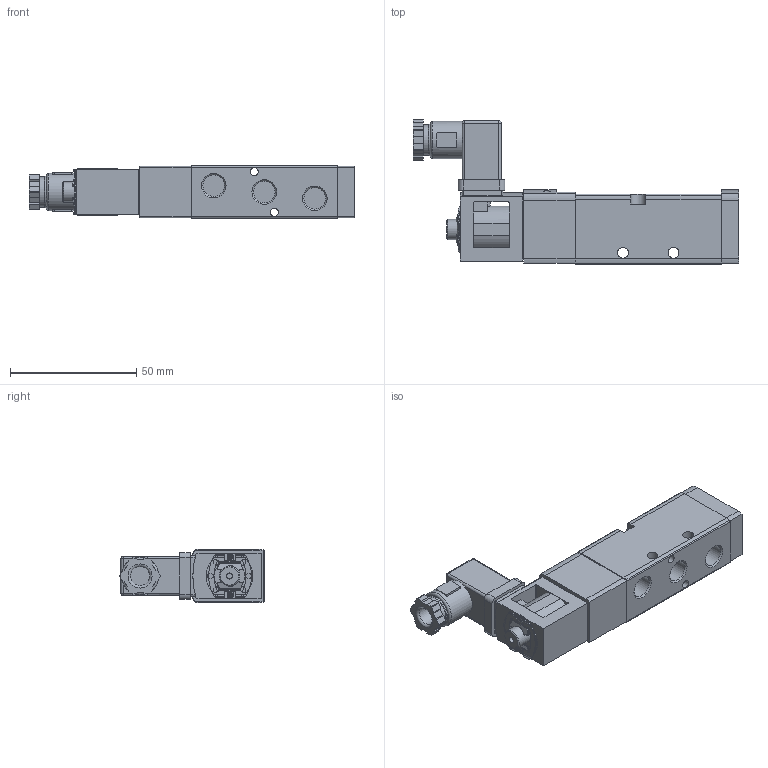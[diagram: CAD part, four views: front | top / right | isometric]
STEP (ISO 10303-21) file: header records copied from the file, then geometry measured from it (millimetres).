
FILE_DESCRIPTION(/* description */ ('STEP AP214'),/* implementation_level */ '2;1');
FILE_NAME(/* name */ '8060300_VUVS-LK20-M52-AD-G18-1C1_GL-S',/* time_stamp */ '2024-09-14T08:38:58+02:00',/* author */ ('License CC BY-ND 4.0'),/* organization */ ('CADENAS'),/* preprocessor_version */ 'ST-DEVELOPER v19.3',/* originating_system */ 'PARTsolutions',/* authorisation */ ' ');
FILE_SCHEMA (('AUTOMOTIVE_DESIGN {1 0 10303 214 3 1 1}'));
Length unit declared in the file: millimetre
Products named in the file (5): 8060300 VUVS-LK20-M52-AD-G18-1C1+GL-S; 8060300 VUVS-LK20-M52--AD-G18-1C1-GL-S_p---( _0_0); 8199151 VACS-LK20; 8089671 VACX---(clip); 8069559 NECV-C1W3L-NASS---(PL0)
Assembly tree (4 placements, depth 2):
  8060300 VUVS-LK20-M52-AD-G18-1C1+GL-S
    8060300 VUVS-LK20-M52--AD-G18-1C1-GL-S_p---( _0_0)
    8199151 VACS-LK20
    8089671 VACX---(clip)
    8069559 NECV-C1W3L-NASS---(PL0)
Bounding box: 129 x 57.11 x 21.2 mm (x, y, z)
Volume: 67282.4 mm3; surface area: 21662.6 mm2
Topology: 4 solids, 4 shells, 573 faces, 1492 edges, 979 vertices
Faces by surface type: plane 329, cylinder 222, cone 9, torus 9, sphere 4
Full cylindrical faces by diameter (mm): 2.013 x1, 2.4 x3, 2.5 x1, 2.6 x2, 2.8 x1, 3.2 x2, 3.8 x1, 4 x1, 4.3 x3, 5 x1, 5.1 x1, 5.5 x1, 6.7 x1, 7 x1, 7.4 x1, 7.5 x1, 8 x2, 8.15 x1, 8.566 x5, 10 x1, 12 x3, 12.5 x1, 14.8 x1
Entity records: 20683 total; most frequent: CARTESIAN_POINT 3194, DIRECTION 2991, ORIENTED_EDGE 2850, EDGE_CURVE 1425, AXIS2_PLACEMENT_3D 1052, VERTEX_POINT 969, LINE 887, VECTOR 887
